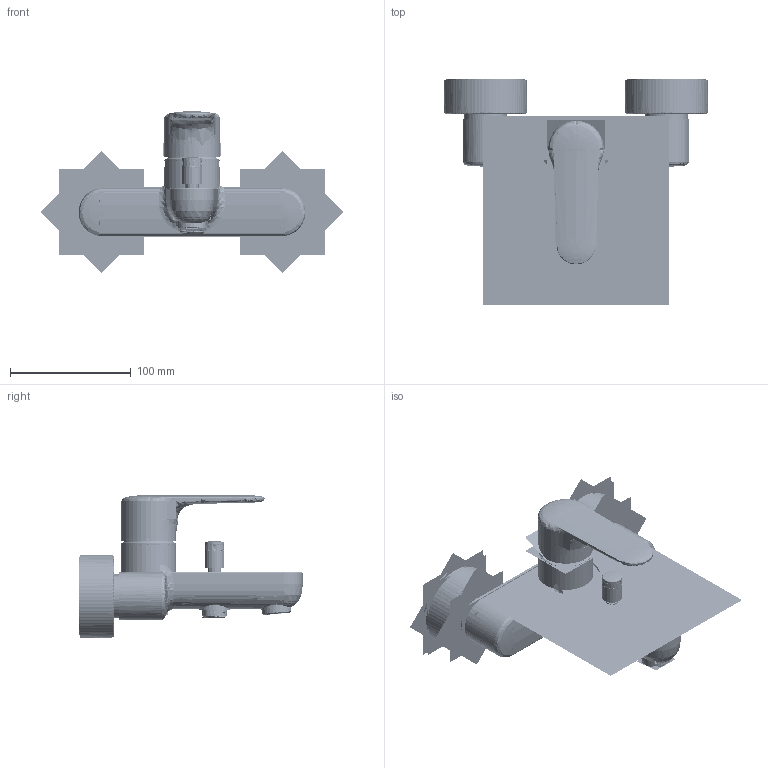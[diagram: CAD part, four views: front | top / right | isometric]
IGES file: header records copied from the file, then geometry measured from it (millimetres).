
Start section:  PTC IGES file: A42725.igs
Global section: file name: A42725.igs; native system: Creo Parametric by PTC Inc.; preprocessor: 2018300; author: tamer.unalp; organization: Unknown; date: 20201127.112030; units: millimetre
Bounding box: 250.59 x 187.98 x 134 mm (x, y, z)
Surface area: 2127162.1 mm2 (no closed solid volume)
Topology: 0 solids, 0 shells, 9420 faces, 144635 edges, 188360 vertices
Faces by surface type: bspline 4944, revolution 4452, extrusion 24
